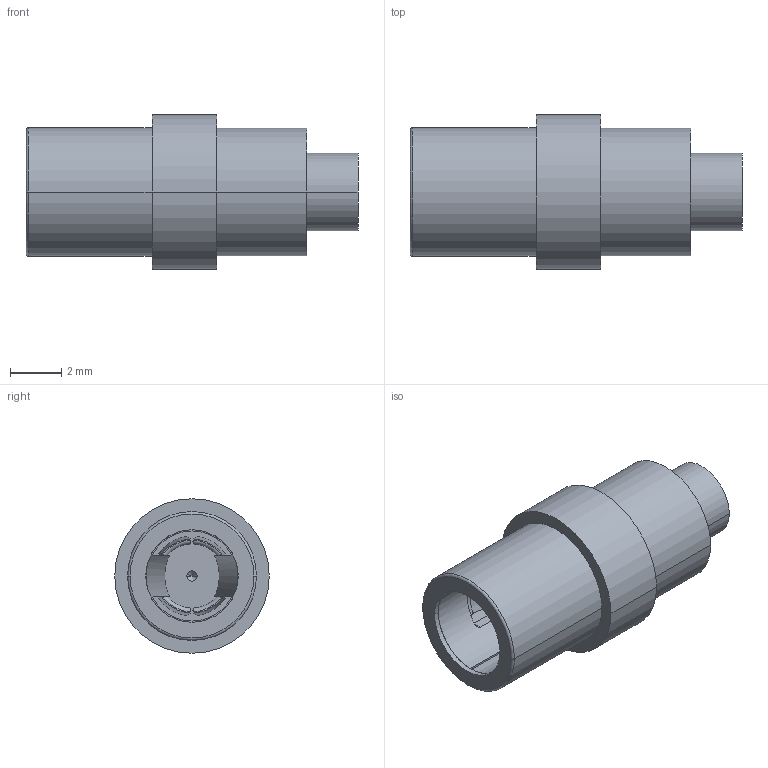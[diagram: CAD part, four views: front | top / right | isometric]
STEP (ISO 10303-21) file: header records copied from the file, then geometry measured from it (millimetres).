
FILE_DESCRIPTION((''),'2;1');
FILE_NAME('00112032502BJV','2020-02-04T',('presta_be4'),(''),'CREO PARAMETRIC BY PTC INC, 2018360','CREO PARAMETRIC BY PTC INC, 2018360','');
FILE_SCHEMA(('CONFIG_CONTROL_DESIGN'));
Length unit declared in the file: millimetre
Products named in the file (1): 00112032502BJV
Bounding box: 12.91 x 6.01 x 6.01 mm (x, y, z)
Volume: 143.9 mm3; surface area: 657.2 mm2
Topology: 1 solids, 1 shells, 103 faces, 263 edges, 169 vertices
Faces by surface type: cylinder 41, plane 37, cone 15, torus 6, bspline 4
Entity records: 3962 total; most frequent: CARTESIAN_POINT 1481, ORIENTED_EDGE 522, DIRECTION 494, EDGE_CURVE 261, AXIS2_PLACEMENT_3D 204, VERTEX_POINT 169, EDGE_LOOP 118, CIRCLE 105
